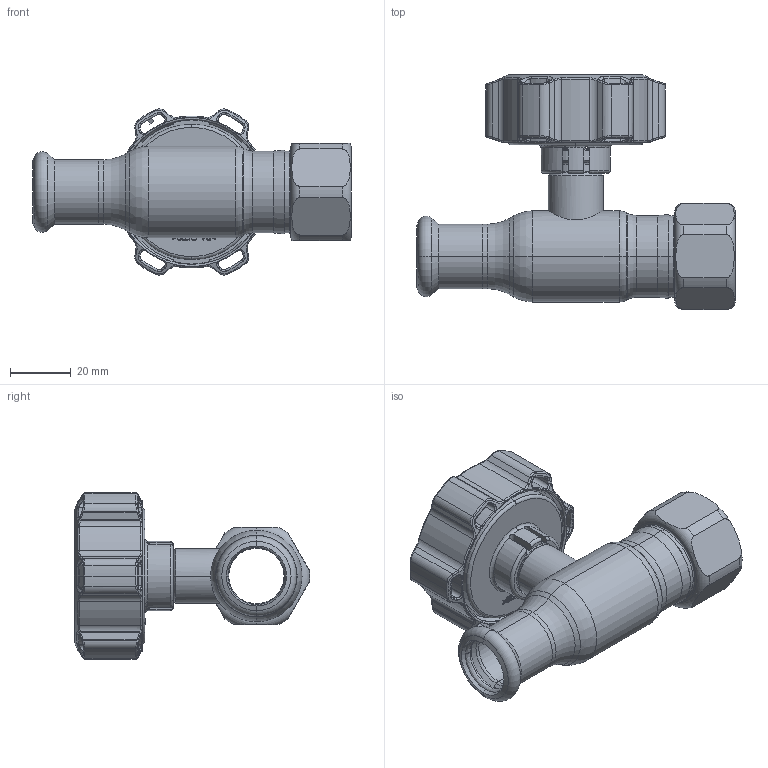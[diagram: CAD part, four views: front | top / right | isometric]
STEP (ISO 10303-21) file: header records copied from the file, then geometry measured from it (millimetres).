
FILE_DESCRIPTION (( 'STEP AP214' ), '1' );
FILE_NAME ('2015001010-0200.step', '2024-01-11T11:00:07', ( '' ), ( '' ), 'SwSTEP 2.0', 'SolidWorks 2021', '' );
FILE_SCHEMA (( 'AUTOMOTIVE_DESIGN' ));
Length unit declared in the file: millimetre
Products named in the file (1): 2015001010-0200
Bounding box: 104.8 x 77.29 x 54.57 mm (x, y, z)
Surface area: 28573.7 mm2 (no closed solid volume)
Topology: 0 solids, 9 shells, 556 faces, 1607 edges, 1034 vertices
Faces by surface type: bspline 183, cylinder 130, plane 102, torus 87, cone 54
Entity records: 34626 total; most frequent: CARTESIAN_POINT 15623, ORIENTED_EDGE 2879, DIRECTION 2248, EDGE_CURVE 1605, VERTEX_POINT 1034, AXIS2_PLACEMENT_3D 906, B_SPLINE_CURVE_WITH_KNOTS 606, EDGE_LOOP 590
